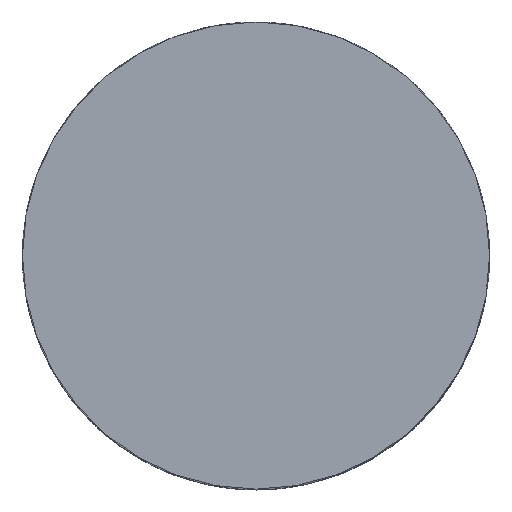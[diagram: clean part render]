
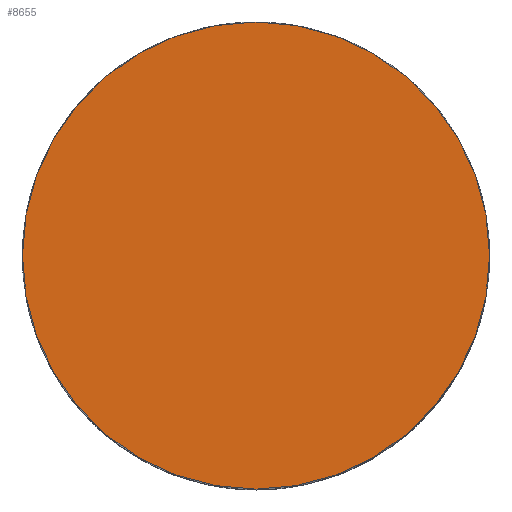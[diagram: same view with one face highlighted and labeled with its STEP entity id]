
A CAD part, top view. The second image highlights one B-rep face of the part: STEP entity #8655.
In plain terms, the highlighted planar face has unit normal (0, 0, 1).
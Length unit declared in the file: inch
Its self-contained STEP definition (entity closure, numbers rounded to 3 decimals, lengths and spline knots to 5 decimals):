
#16=PLANE('',#9301);
#175=CIRCLE('',#9298,1.);
#1252=FACE_OUTER_BOUND('',#1666,.T.);
#1666=EDGE_LOOP('',(#8267));
#3748=VERTEX_POINT('',#27344);
#5246=EDGE_CURVE('',#3748,#3748,#175,.T.);
#8267=ORIENTED_EDGE('',*,*,#5246,.T.);
#8655=ADVANCED_FACE('',(#1252),#16,.T.);
#9298=AXIS2_PLACEMENT_3D('',#27345,#10703,#10704);
#9301=AXIS2_PLACEMENT_3D('',#27357,#10717,#10718);
#10703=DIRECTION('center_axis',(0.,0.,1.));
#10704=DIRECTION('ref_axis',(-1.,0.,0.));
#10717=DIRECTION('center_axis',(0.,0.,1.));
#10718=DIRECTION('ref_axis',(1.,0.,0.));
#27344=CARTESIAN_POINT('',(1.,0.,2.125));
#27345=CARTESIAN_POINT('Origin',(0.,0.,2.125));
#27357=CARTESIAN_POINT('Origin',(0.,0.,
2.125));
